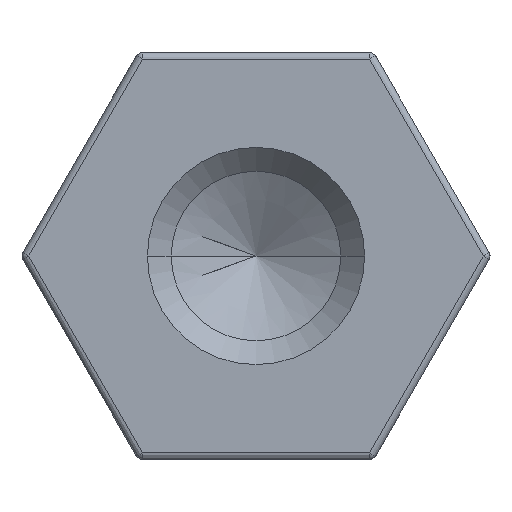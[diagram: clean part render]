
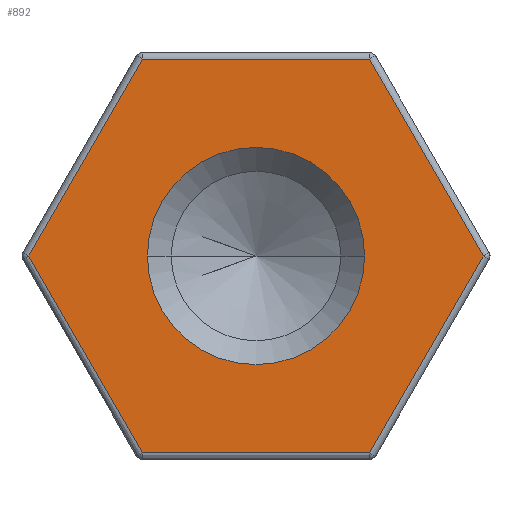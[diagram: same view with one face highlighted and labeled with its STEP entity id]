
A CAD part, left-side view. The second image highlights one B-rep face of the part: STEP entity #892.
In plain terms, the highlighted planar face has unit normal (-1, 0, 0).
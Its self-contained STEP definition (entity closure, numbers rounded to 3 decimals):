
#4 = AXIS2_PLACEMENT_3D ( 'NONE', #621, #563, #363 ) ;
#25 = CARTESIAN_POINT ( 'NONE',  ( 0., -1.674, 2.9 ) ) ;
#84 = VERTEX_POINT ( 'NONE', #733 ) ;
#87 = DIRECTION ( 'NONE',  ( 0., 1., 0. ) ) ;
#88 = DIRECTION ( 'NONE',  ( 1., 0., 0. ) ) ;
#99 = AXIS2_PLACEMENT_3D ( 'NONE', #599, #153, #144 ) ;
#103 = DIRECTION ( 'NONE',  ( 0., 0.5, 0.866 ) ) ;
#133 = ORIENTED_EDGE ( 'NONE', *, *, #258, .T. ) ;
#137 = CARTESIAN_POINT ( 'NONE',  ( 0., 0., 2.9 ) ) ;
#144 = DIRECTION ( 'NONE',  ( 0., 1., 0. ) ) ;
#147 = VECTOR ( 'NONE', #87, 1000. ) ;
#153 = DIRECTION ( 'NONE',  ( 1., 0., 0. ) ) ;
#242 = CARTESIAN_POINT ( 'NONE',  ( 0., 0., 0. ) ) ;
#246 = VECTOR ( 'NONE', #600, 1000. ) ;
#255 = ORIENTED_EDGE ( 'NONE', *, *, #261, .T. ) ;
#256 = EDGE_CURVE ( 'NONE', #655, #1367, #1067, .T. ) ;
#258 = EDGE_CURVE ( 'NONE', #1136, #315, #1316, .T. ) ;
#261 = EDGE_CURVE ( 'NONE', #1367, #538, #537, .T. ) ;
#290 = VECTOR ( 'NONE', #1070, 1000. ) ;
#315 = VERTEX_POINT ( 'NONE', #1373 ) ;
#335 = LINE ( 'NONE', #921, #1162 ) ;
#363 = DIRECTION ( 'NONE',  ( 0., 1., 0. ) ) ;
#374 = EDGE_CURVE ( 'NONE', #1197, #84, #335, .T. ) ;
#384 = EDGE_CURVE ( 'NONE', #84, #655, #651, .T. ) ;
#387 = EDGE_CURVE ( 'NONE', #538, #857, #1375, .T. ) ;
#390 = EDGE_CURVE ( 'NONE', #857, #1197, #1129, .T. ) ;
#395 = EDGE_CURVE ( 'NONE', #315, #1136, #910, .T. ) ;
#413 = CARTESIAN_POINT ( 'NONE',  ( 0., 1.674, -2.9 ) ) ;
#418 = CARTESIAN_POINT ( 'NONE',  ( 0., -2.511, -1.45 ) ) ;
#466 = FACE_BOUND ( 'NONE', #1209, .T. ) ;
#504 = CARTESIAN_POINT ( 'NONE',  ( 0., 2.511, 1.45 ) ) ;
#537 = LINE ( 'NONE', #137, #147 ) ;
#538 = VERTEX_POINT ( 'NONE', #1172 ) ;
#563 = DIRECTION ( 'NONE',  ( 1., 0., 0. ) ) ;
#599 = CARTESIAN_POINT ( 'NONE',  ( 0., 0., 0. ) ) ;
#600 = DIRECTION ( 'NONE',  ( 0., -0.5, -0.866 ) ) ;
#621 = CARTESIAN_POINT ( 'NONE',  ( 0., 0., 0. ) ) ;
#624 = ORIENTED_EDGE ( 'NONE', *, *, #387, .T. ) ;
#650 = CARTESIAN_POINT ( 'NONE',  ( 0., 2.511, -1.45 ) ) ;
#651 = LINE ( 'NONE', #418, #290 ) ;
#655 = VERTEX_POINT ( 'NONE', #1009 ) ;
#701 = DIRECTION ( 'NONE',  ( 0., 0.5, -0.866 ) ) ;
#712 = DIRECTION ( 'NONE',  ( 0., -1., 0. ) ) ;
#733 = CARTESIAN_POINT ( 'NONE',  ( 0., -1.674, -2.9 ) ) ;
#821 = ORIENTED_EDGE ( 'NONE', *, *, #395, .T. ) ;
#829 = VECTOR ( 'NONE', #103, 1000. ) ;
#833 = EDGE_LOOP ( 'NONE', ( #834, #255, #624, #1138, #946, #1281 ) ) ;
#834 = ORIENTED_EDGE ( 'NONE', *, *, #256, .T. ) ;
#857 = VERTEX_POINT ( 'NONE', #937 ) ;
#877 = VECTOR ( 'NONE', #701, 1000. ) ;
#892 = ADVANCED_FACE ( 'NONE', ( #1357, #466 ), #1128, .F. ) ;
#910 = CIRCLE ( 'NONE', #4, 1.6 ) ;
#921 = CARTESIAN_POINT ( 'NONE',  ( 0., 0., -2.9 ) ) ;
#937 = CARTESIAN_POINT ( 'NONE',  ( 0., 3.349, 0. ) ) ;
#946 = ORIENTED_EDGE ( 'NONE', *, *, #374, .T. ) ;
#1009 = CARTESIAN_POINT ( 'NONE',  ( 0., -3.349, 0. ) ) ;
#1038 = CARTESIAN_POINT ( 'NONE',  ( 0., -2.511, 1.45 ) ) ;
#1067 = LINE ( 'NONE', #1038, #829 ) ;
#1070 = DIRECTION ( 'NONE',  ( 0., -0.5, 0.866 ) ) ;
#1128 = PLANE ( 'NONE',  #1384 ) ;
#1129 = LINE ( 'NONE', #650, #246 ) ;
#1136 = VERTEX_POINT ( 'NONE', #1324 ) ;
#1138 = ORIENTED_EDGE ( 'NONE', *, *, #390, .T. ) ;
#1162 = VECTOR ( 'NONE', #712, 1000. ) ;
#1172 = CARTESIAN_POINT ( 'NONE',  ( 0., 1.674, 2.9 ) ) ;
#1197 = VERTEX_POINT ( 'NONE', #413 ) ;
#1209 = EDGE_LOOP ( 'NONE', ( #133, #821 ) ) ;
#1220 = DIRECTION ( 'NONE',  ( 0., 1., 0. ) ) ;
#1281 = ORIENTED_EDGE ( 'NONE', *, *, #384, .T. ) ;
#1316 = CIRCLE ( 'NONE', #99, 1.6 ) ;
#1324 = CARTESIAN_POINT ( 'NONE',  ( 0., 1.6, 0. ) ) ;
#1357 = FACE_OUTER_BOUND ( 'NONE', #833, .T. ) ;
#1367 = VERTEX_POINT ( 'NONE', #25 ) ;
#1373 = CARTESIAN_POINT ( 'NONE',  ( 0., -1.6, 0. ) ) ;
#1375 = LINE ( 'NONE', #504, #877 ) ;
#1384 = AXIS2_PLACEMENT_3D ( 'NONE', #242, #88, #1220 ) ;
